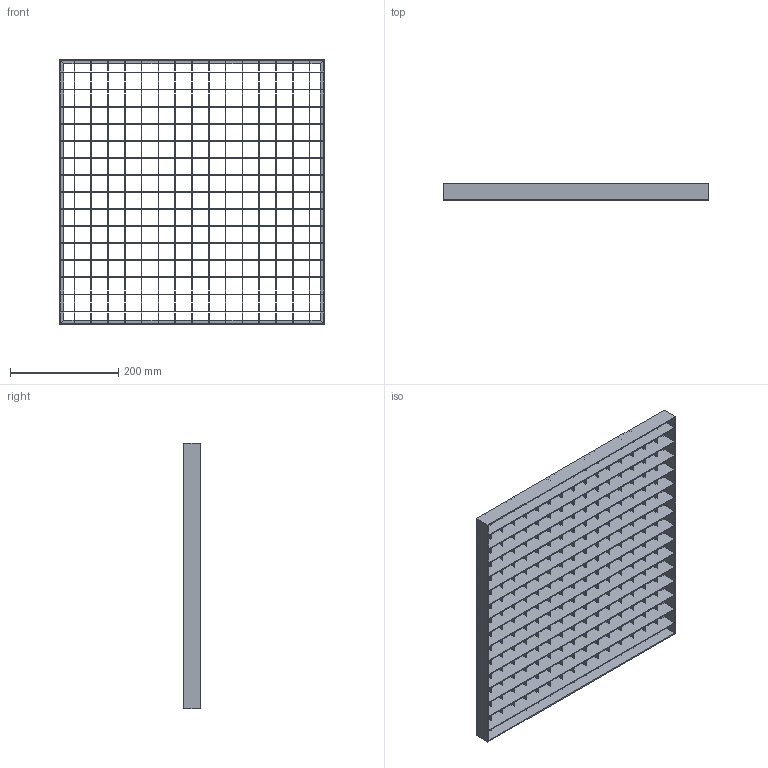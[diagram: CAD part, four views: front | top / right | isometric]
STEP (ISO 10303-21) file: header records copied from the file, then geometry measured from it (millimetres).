
FILE_DESCRIPTION (( 'STEP AP203' ), '1' );
FILE_NAME ('23-49493030-7.step', '2015-08-26T22:59:33', ( '' ), ( '' ), 'SwSTEP 2.0', 'SolidWorks 2015', '' );
FILE_SCHEMA (( 'CONFIG_CONTROL_DESIGN' ));
Length unit declared in the file: millimetre
Products named in the file (1): 23-49493030-7
Bounding box: 490 x 30 x 490 mm (x, y, z)
Volume: 536835 mm3; surface area: 751607 mm2
Topology: 1 solids, 1 shells, 920 faces, 3464 edges, 2304 vertices
Faces by surface type: plane 920
Entity records: 36846 total; most frequent: ORIENTED_EDGE 6928, CARTESIAN_POINT 6704, DIRECTION 5301, EDGE_CURVE 3464, LINE 3459, VECTOR 3459, VERTEX_POINT 2304, EDGE_LOOP 1190
